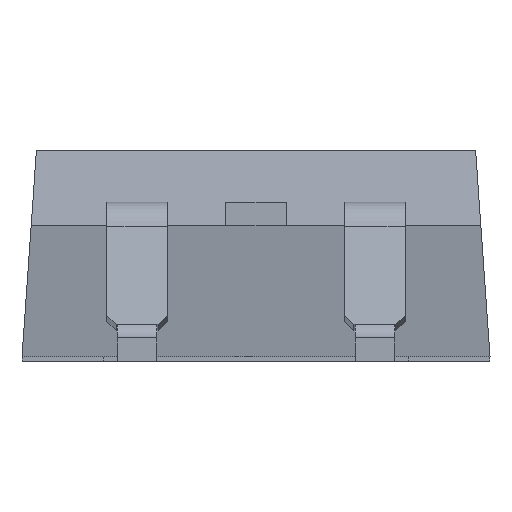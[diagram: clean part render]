
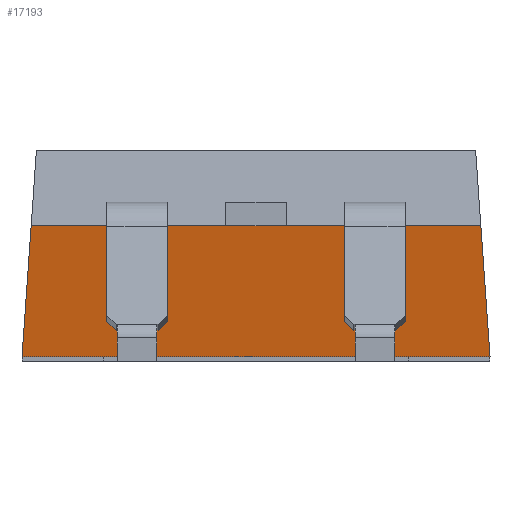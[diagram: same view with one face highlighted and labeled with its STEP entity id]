
A CAD part, front view. The second image highlights one B-rep face of the part: STEP entity #17193.
In plain terms, the highlighted planar face has unit normal (0, -0.985, -0.174).
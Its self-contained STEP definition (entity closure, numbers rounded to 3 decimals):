
#505 = LINE ( 'NONE', #16863, #9725 ) ;
#548 = EDGE_CURVE ( 'NONE', #9761, #13871, #13231, .T. ) ;
#791 = DIRECTION ( 'NONE',  ( -0.069, 0.173, -0.982 ) ) ;
#897 = VERTEX_POINT ( 'NONE', #12912 ) ;
#1292 = VECTOR ( 'NONE', #791, 1000. ) ;
#1365 = ORIENTED_EDGE ( 'NONE', *, *, #12424, .F. ) ;
#1797 = VECTOR ( 'NONE', #10501, 1000. ) ;
#2104 = EDGE_LOOP ( 'NONE', ( #17568, #6891, #5673, #11586, #14875, #14946, #12855, #12606, #8905, #1365 ) ) ;
#2225 = CARTESIAN_POINT ( 'NONE',  ( -5., -2.816, 0. ) ) ;
#2373 = VERTEX_POINT ( 'NONE', #13047 ) ;
#2589 = LINE ( 'NONE', #12104, #10060 ) ;
#2744 = CARTESIAN_POINT ( 'NONE',  ( 1.893, -3.31, 2.8 ) ) ;
#3138 = DIRECTION ( 'NONE',  ( 0., 0.985, 0.174 ) ) ;
#3338 = VECTOR ( 'NONE', #12808, 1000. ) ;
#3967 = EDGE_CURVE ( 'NONE', #11610, #13871, #17161, .T. ) ;
#4223 = LINE ( 'NONE', #9651, #14985 ) ;
#4488 = CARTESIAN_POINT ( 'NONE',  ( -5., -3.31, 2.8 ) ) ;
#4618 = CARTESIAN_POINT ( 'NONE',  ( -5., -2.816, 0. ) ) ;
#5003 = DIRECTION ( 'NONE',  ( 1., 0., 0. ) ) ;
#5673 = ORIENTED_EDGE ( 'NONE', *, *, #15370, .T. ) ;
#5917 = VERTEX_POINT ( 'NONE', #10659 ) ;
#6091 = CARTESIAN_POINT ( 'NONE',  ( 0.647, -3.31, 2.8 ) ) ;
#6228 = CARTESIAN_POINT ( 'NONE',  ( -5., -3.31, 2.8 ) ) ;
#6418 = DIRECTION ( 'NONE',  ( -0.069, -0.173, 0.982 ) ) ;
#6891 = ORIENTED_EDGE ( 'NONE', *, *, #10008, .T. ) ;
#6897 = CARTESIAN_POINT ( 'NONE',  ( -3.188, -3.31, 2.8 ) ) ;
#7360 = CARTESIAN_POINT ( 'NONE',  ( -0.648, -3.31, 2.8 ) ) ;
#7472 = CARTESIAN_POINT ( 'NONE',  ( 4.953, -2.935, 0.675 ) ) ;
#8059 = LINE ( 'NONE', #13481, #8888 ) ;
#8529 = VERTEX_POINT ( 'NONE', #10770 ) ;
#8637 = PLANE ( 'NONE',  #11762 ) ;
#8834 = CARTESIAN_POINT ( 'NONE',  ( -5., -3.31, 2.8 ) ) ;
#8888 = VECTOR ( 'NONE', #5003, 1000. ) ;
#8905 = ORIENTED_EDGE ( 'NONE', *, *, #3967, .F. ) ;
#9187 = LINE ( 'NONE', #7472, #9772 ) ;
#9419 = VERTEX_POINT ( 'NONE', #6897 ) ;
#9434 = EDGE_CURVE ( 'NONE', #9761, #16092, #4223, .T. ) ;
#9651 = CARTESIAN_POINT ( 'NONE',  ( -5., -3.31, 2.8 ) ) ;
#9725 = VECTOR ( 'NONE', #15439, 1000. ) ;
#9761 = VERTEX_POINT ( 'NONE', #11397 ) ;
#9772 = VECTOR ( 'NONE', #6418, 1000. ) ;
#9901 = DIRECTION ( 'NONE',  ( 1., 0., 0. ) ) ;
#9969 = VECTOR ( 'NONE', #9901, 1000. ) ;
#10008 = EDGE_CURVE ( 'NONE', #8529, #14073, #12971, .T. ) ;
#10036 = DIRECTION ( 'NONE',  ( 0., -0.174, 0.985 ) ) ;
#10060 = VECTOR ( 'NONE', #13534, 1000. ) ;
#10063 = LINE ( 'NONE', #4488, #9969 ) ;
#10501 = DIRECTION ( 'NONE',  ( 1., 0., 0. ) ) ;
#10659 = CARTESIAN_POINT ( 'NONE',  ( 4.804, -3.31, 2.8 ) ) ;
#10690 = FACE_OUTER_BOUND ( 'NONE', #2104, .T. ) ;
#10770 = CARTESIAN_POINT ( 'NONE',  ( -4.804, -3.31, 2.8 ) ) ;
#10796 = EDGE_CURVE ( 'NONE', #2373, #5917, #2589, .T. ) ;
#11397 = CARTESIAN_POINT ( 'NONE',  ( 0.647, -3.31, 2.8 ) ) ;
#11586 = ORIENTED_EDGE ( 'NONE', *, *, #17306, .T. ) ;
#11610 = VERTEX_POINT ( 'NONE', #12612 ) ;
#11762 = AXIS2_PLACEMENT_3D ( 'NONE', #4618, #3138, #10036 ) ;
#12104 = CARTESIAN_POINT ( 'NONE',  ( -5., -3.31, 2.8 ) ) ;
#12424 = EDGE_CURVE ( 'NONE', #9419, #11610, #10063, .T. ) ;
#12606 = ORIENTED_EDGE ( 'NONE', *, *, #548, .T. ) ;
#12612 = CARTESIAN_POINT ( 'NONE',  ( -1.893, -3.31, 2.8 ) ) ;
#12724 = VECTOR ( 'NONE', #13033, 1000. ) ;
#12808 = DIRECTION ( 'NONE',  ( 1., 0., 0. ) ) ;
#12855 = ORIENTED_EDGE ( 'NONE', *, *, #9434, .F. ) ;
#12912 = CARTESIAN_POINT ( 'NONE',  ( 5., -2.816, 0. ) ) ;
#12971 = LINE ( 'NONE', #2225, #1292 ) ;
#13032 = EDGE_CURVE ( 'NONE', #8529, #9419, #505, .T. ) ;
#13033 = DIRECTION ( 'NONE',  ( -1., 0., 0. ) ) ;
#13047 = CARTESIAN_POINT ( 'NONE',  ( 3.188, -3.31, 2.8 ) ) ;
#13231 = LINE ( 'NONE', #6091, #12724 ) ;
#13296 = LINE ( 'NONE', #8834, #1797 ) ;
#13481 = CARTESIAN_POINT ( 'NONE',  ( -5., -2.816, 0. ) ) ;
#13534 = DIRECTION ( 'NONE',  ( 1., 0., 0. ) ) ;
#13761 = DIRECTION ( 'NONE',  ( 1., 0., 0. ) ) ;
#13871 = VERTEX_POINT ( 'NONE', #7360 ) ;
#14073 = VERTEX_POINT ( 'NONE', #15030 ) ;
#14875 = ORIENTED_EDGE ( 'NONE', *, *, #10796, .F. ) ;
#14946 = ORIENTED_EDGE ( 'NONE', *, *, #17075, .F. ) ;
#14985 = VECTOR ( 'NONE', #13761, 1000. ) ;
#15030 = CARTESIAN_POINT ( 'NONE',  ( -5., -2.816, 0. ) ) ;
#15370 = EDGE_CURVE ( 'NONE', #14073, #897, #8059, .T. ) ;
#15439 = DIRECTION ( 'NONE',  ( 1., 0., 0. ) ) ;
#16092 = VERTEX_POINT ( 'NONE', #2744 ) ;
#16863 = CARTESIAN_POINT ( 'NONE',  ( -5., -3.31, 2.8 ) ) ;
#17075 = EDGE_CURVE ( 'NONE', #16092, #2373, #13296, .T. ) ;
#17161 = LINE ( 'NONE', #6228, #3338 ) ;
#17193 = ADVANCED_FACE ( 'NONE', ( #10690 ), #8637, .F. ) ;
#17306 = EDGE_CURVE ( 'NONE', #897, #5917, #9187, .T. ) ;
#17568 = ORIENTED_EDGE ( 'NONE', *, *, #13032, .F. ) ;
